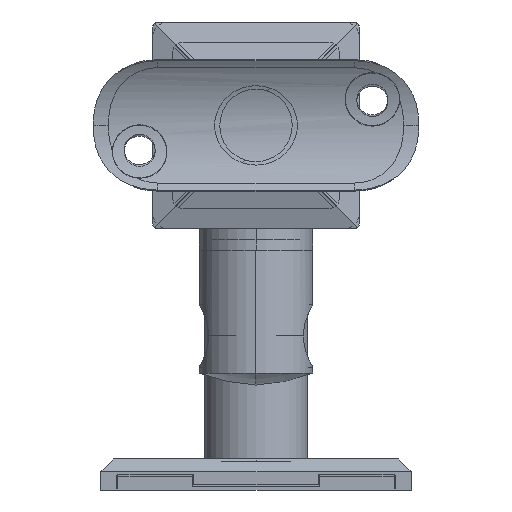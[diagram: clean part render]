
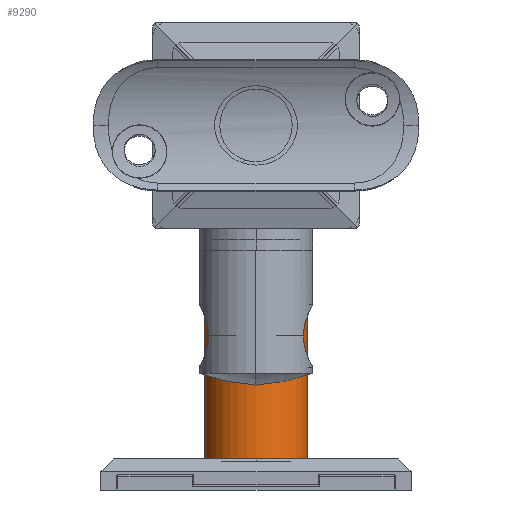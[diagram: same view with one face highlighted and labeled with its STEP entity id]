
A CAD part, front view. The second image highlights one B-rep face of the part: STEP entity #9290.
In plain terms, the highlighted cylindrical face has radius 10 mm (diameter 20 mm), a partial arc.
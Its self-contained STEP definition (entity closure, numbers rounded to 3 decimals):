
#345 = DIRECTION ( 'NONE',  ( 0., 1., 0. ) ) ;
#830 = CARTESIAN_POINT ( 'NONE',  ( 0., 22.5, -10. ) ) ;
#1532 = DIRECTION ( 'NONE',  ( 0., 1., 0. ) ) ;
#1734 = EDGE_CURVE ( 'NONE', #15624, #5650, #4189, .T. ) ;
#2454 = ORIENTED_EDGE ( 'NONE', *, *, #10891, .T. ) ;
#2638 = VERTEX_POINT ( 'NONE', #2684 ) ;
#2684 = CARTESIAN_POINT ( 'NONE',  ( 0., -22.5, -10. ) ) ;
#2803 = EDGE_LOOP ( 'NONE', ( #11047, #2454, #15022, #5751 ) ) ;
#3447 = FACE_OUTER_BOUND ( 'NONE', #2803, .T. ) ;
#3696 = VECTOR ( 'NONE', #345, 1000. ) ;
#4118 = LINE ( 'NONE', #4378, #4926 ) ;
#4189 = CIRCLE ( 'NONE', #8497, 10. ) ;
#4378 = CARTESIAN_POINT ( 'NONE',  ( 0., -22.5, -10. ) ) ;
#4556 = CIRCLE ( 'NONE', #7686, 10. ) ;
#4596 = CARTESIAN_POINT ( 'NONE',  ( 0., -22.5, 0. ) ) ;
#4926 = VECTOR ( 'NONE', #1532, 1000. ) ;
#5650 = VERTEX_POINT ( 'NONE', #16365 ) ;
#5751 = ORIENTED_EDGE ( 'NONE', *, *, #1734, .F. ) ;
#7686 = AXIS2_PLACEMENT_3D ( 'NONE', #8853, #15633, #14581 ) ;
#8497 = AXIS2_PLACEMENT_3D ( 'NONE', #16720, #14319, #12625 ) ;
#8633 = DIRECTION ( 'NONE',  ( 0., 1., 0. ) ) ;
#8853 = CARTESIAN_POINT ( 'NONE',  ( 0., -22.5, 0. ) ) ;
#8893 = DIRECTION ( 'NONE',  ( 0., 0., 1. ) ) ;
#9290 = ADVANCED_FACE ( 'NONE', ( #3447 ), #10145, .T. ) ;
#9347 = VERTEX_POINT ( 'NONE', #14262 ) ;
#9483 = CARTESIAN_POINT ( 'NONE',  ( 0., -22.5, 10. ) ) ;
#10145 = CYLINDRICAL_SURFACE ( 'NONE', #12228, 10. ) ;
#10891 = EDGE_CURVE ( 'NONE', #2638, #9347, #4556, .T. ) ;
#11047 = ORIENTED_EDGE ( 'NONE', *, *, #14512, .F. ) ;
#12228 = AXIS2_PLACEMENT_3D ( 'NONE', #4596, #8633, #8893 ) ;
#12607 = LINE ( 'NONE', #9483, #3696 ) ;
#12625 = DIRECTION ( 'NONE',  ( 1., 0., 0. ) ) ;
#14262 = CARTESIAN_POINT ( 'NONE',  ( 0., -22.5, 10. ) ) ;
#14319 = DIRECTION ( 'NONE',  ( 0., 1., 0. ) ) ;
#14512 = EDGE_CURVE ( 'NONE', #2638, #15624, #4118, .T. ) ;
#14581 = DIRECTION ( 'NONE',  ( 1., 0., 0. ) ) ;
#15022 = ORIENTED_EDGE ( 'NONE', *, *, #16345, .T. ) ;
#15624 = VERTEX_POINT ( 'NONE', #830 ) ;
#15633 = DIRECTION ( 'NONE',  ( 0., 1., 0. ) ) ;
#16345 = EDGE_CURVE ( 'NONE', #9347, #5650, #12607, .T. ) ;
#16365 = CARTESIAN_POINT ( 'NONE',  ( 0., 22.5, 10. ) ) ;
#16720 = CARTESIAN_POINT ( 'NONE',  ( 0., 22.5, 0. ) ) ;
